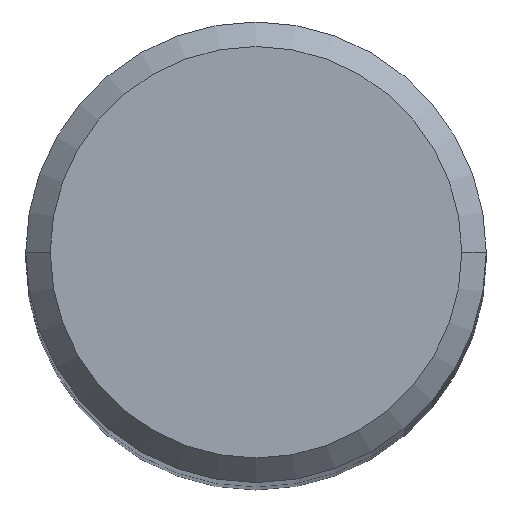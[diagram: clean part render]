
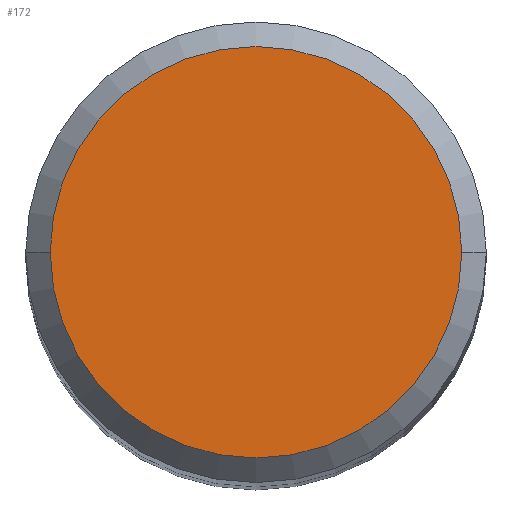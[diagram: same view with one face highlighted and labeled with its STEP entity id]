
A CAD part, top view. The second image highlights one B-rep face of the part: STEP entity #172.
In plain terms, the highlighted planar face has unit normal (0, 0, 1).
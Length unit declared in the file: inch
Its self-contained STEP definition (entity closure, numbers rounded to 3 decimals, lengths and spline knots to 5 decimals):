
#18 = CARTESIAN_POINT ( 'NONE',  ( 0.1675, 0., 0. ) ) ;
#27 = DIRECTION ( 'NONE',  ( 0., 0., 1. ) ) ;
#31 = CARTESIAN_POINT ( 'NONE',  ( -0.1675, 0., 0. ) ) ;
#66 = AXIS2_PLACEMENT_3D ( 'NONE', #208, #244, #342 ) ;
#84 = CARTESIAN_POINT ( 'NONE',  ( 0., 0., 0. ) ) ;
#85 = EDGE_LOOP ( 'NONE', ( #86, #347 ) ) ;
#86 = ORIENTED_EDGE ( 'NONE', *, *, #127, .T. ) ;
#99 = VERTEX_POINT ( 'NONE', #18 ) ;
#123 = DIRECTION ( 'NONE',  ( 1., 0., 0. ) ) ;
#124 = CIRCLE ( 'NONE', #403, 0.1675 ) ;
#127 = EDGE_CURVE ( 'NONE', #288, #99, #211, .T. ) ;
#172 = ADVANCED_FACE ( 'NONE', ( #212 ), #180, .F. ) ;
#180 = PLANE ( 'NONE',  #279 ) ;
#208 = CARTESIAN_POINT ( 'NONE',  ( 0., 0., 0. ) ) ;
#211 = CIRCLE ( 'NONE', #66, 0.1675 ) ;
#212 = FACE_OUTER_BOUND ( 'NONE', #85, .T. ) ;
#228 = EDGE_CURVE ( 'NONE', #99, #288, #124, .T. ) ;
#244 = DIRECTION ( 'NONE',  ( 0., 0., 1. ) ) ;
#279 = AXIS2_PLACEMENT_3D ( 'NONE', #346, #317, #348 ) ;
#288 = VERTEX_POINT ( 'NONE', #31 ) ;
#317 = DIRECTION ( 'NONE',  ( 0., 0., -1. ) ) ;
#342 = DIRECTION ( 'NONE',  ( 1., 0., 0. ) ) ;
#346 = CARTESIAN_POINT ( 'NONE',  ( 0., 0.1675, 0. ) ) ;
#347 = ORIENTED_EDGE ( 'NONE', *, *, #228, .T. ) ;
#348 = DIRECTION ( 'NONE',  ( -1., 0., 0. ) ) ;
#403 = AXIS2_PLACEMENT_3D ( 'NONE', #84, #27, #123 ) ;
